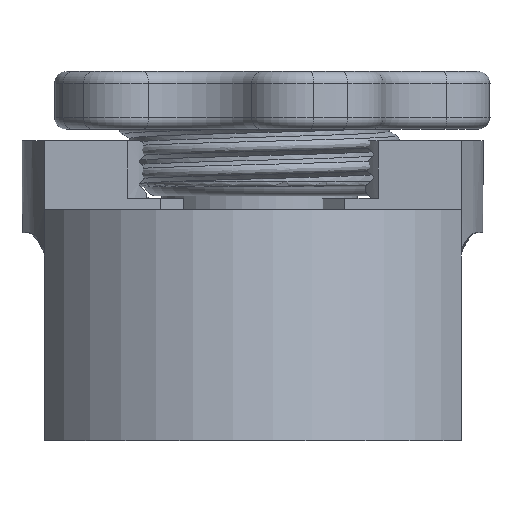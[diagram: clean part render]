
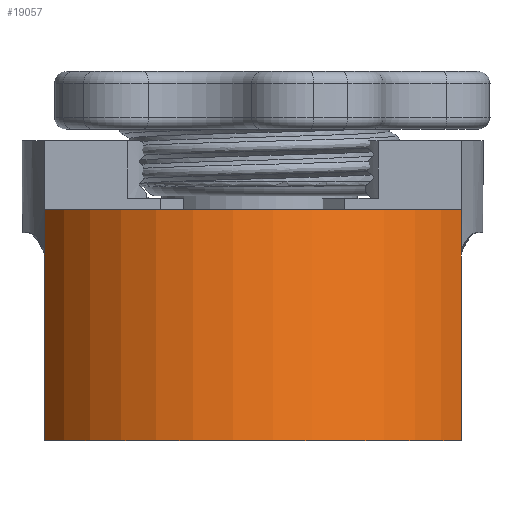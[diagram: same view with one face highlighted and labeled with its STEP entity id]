
A CAD part, left-side view. The second image highlights one B-rep face of the part: STEP entity #19057.
In plain terms, the highlighted free-form (B-spline) face has degree [1, 2] with [2, 5] control points.
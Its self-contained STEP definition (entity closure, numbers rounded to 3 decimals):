
#18=(
BOUNDED_SURFACE()
B_SPLINE_SURFACE(1,2,((#33392,#33393,#33394,#33395,#33396),(#33397,#33398,
#33399,#33400,#33401)),.UNSPECIFIED.,.F.,.F.,.F.)
B_SPLINE_SURFACE_WITH_KNOTS((2,2),(3,2,3),(0.074,1.195),
(-2.7,-1.571,-0.442),.UNSPECIFIED.)
GEOMETRIC_REPRESENTATION_ITEM()
RATIONAL_B_SPLINE_SURFACE(((1.,0.845,1.,0.845,1.),
(1.,0.845,1.,0.845,1.)))
REPRESENTATION_ITEM('')
SURFACE()
);
#2091=FACE_OUTER_BOUND('',#3118,.T.);
#3118=EDGE_LOOP('',(#17856,#17857,#17858,#17859));
#5358=LINE('',#31841,#7674);
#5362=LINE('',#31862,#7678);
#7674=VECTOR('',#24975,10.);
#7678=VECTOR('',#24985,10.);
#8060=CIRCLE('',#20405,20.);
#8066=CIRCLE('',#20411,20.);
#9740=VERTEX_POINT('',#31838);
#9741=VERTEX_POINT('',#31840);
#9744=VERTEX_POINT('',#31859);
#9745=VERTEX_POINT('',#31861);
#12375=EDGE_CURVE('',#9741,#9740,#5358,.T.);
#12381=EDGE_CURVE('',#9744,#9745,#5362,.T.);
#12523=EDGE_CURVE('',#9744,#9741,#8060,.T.);
#12533=EDGE_CURVE('',#9740,#9745,#8066,.T.);
#17856=ORIENTED_EDGE('',*,*,#12523,.T.);
#17857=ORIENTED_EDGE('',*,*,#12375,.T.);
#17858=ORIENTED_EDGE('',*,*,#12533,.T.);
#17859=ORIENTED_EDGE('',*,*,#12381,.F.);
#19057=ADVANCED_FACE('',(#2091),#18,.T.);
#20405=AXIS2_PLACEMENT_3D('',#33374,#25146,#25147);
#20411=AXIS2_PLACEMENT_3D('',#33402,#25162,#25163);
#24975=DIRECTION('',(-0.174,0.,-0.985));
#24985=DIRECTION('',(-0.174,0.,-0.985));
#25146=DIRECTION('center_axis',(0.,0.,-1.));
#25147=DIRECTION('ref_axis',(-1.,0.,0.));
#25162=DIRECTION('center_axis',(0.,0.,1.));
#25163=DIRECTION('ref_axis',(-1.,0.,0.));
#31838=CARTESIAN_POINT('',(-12.276,18.669,-20.));
#31840=CARTESIAN_POINT('',(-8.749,18.669,0.));
#31841=CARTESIAN_POINT('',(-8.749,18.669,0.));
#31859=CARTESIAN_POINT('',(-8.749,-17.492,0.));
#31861=CARTESIAN_POINT('',(-12.276,-17.492,-20.));
#31862=CARTESIAN_POINT('',(-8.749,-17.492,0.));
#33374=CARTESIAN_POINT('Origin',(-0.199,0.588,0.));
#33392=CARTESIAN_POINT('Ctrl Pts',(-8.749,18.669,0.));
#33393=CARTESIAN_POINT('Ctrl Pts',(-19.854,13.254,1.958));
#33394=CARTESIAN_POINT('Ctrl Pts',(-19.854,0.588,
1.958));
#33395=CARTESIAN_POINT('Ctrl Pts',(-19.854,-12.077,
1.958));
#33396=CARTESIAN_POINT('Ctrl Pts',(-8.749,-17.492,
0.));
#33397=CARTESIAN_POINT('Ctrl Pts',(-12.64,18.669,-22.066));
#33398=CARTESIAN_POINT('Ctrl Pts',(-23.745,13.254,-20.108));
#33399=CARTESIAN_POINT('Ctrl Pts',(-23.745,0.588,
-20.108));
#33400=CARTESIAN_POINT('Ctrl Pts',(-23.745,-12.077,
-20.108));
#33401=CARTESIAN_POINT('Ctrl Pts',(-12.64,-17.492,
-22.066));
#33402=CARTESIAN_POINT('Origin',(-3.726,0.588,-20.));
